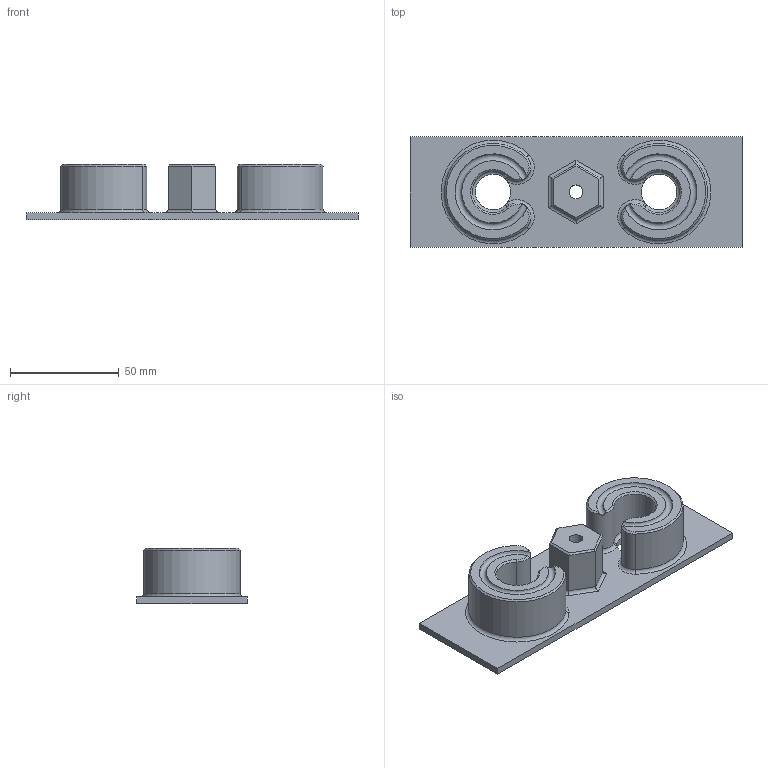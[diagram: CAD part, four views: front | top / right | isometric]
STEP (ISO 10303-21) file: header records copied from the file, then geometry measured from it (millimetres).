
FILE_DESCRIPTION(/* description */ (''),/* implementation_level */ '2;1');
FILE_NAME(/* name */ 'Machined Part.stp',/* time_stamp */ '2022-04-28T10:42:41-04:00',/* author */ ('jBraithwaite'),/* organization */ (''),/* preprocessor_version */ 'ST-DEVELOPER v18.1',/* originating_system */ 'Autodesk Inventor 2022',/* authorisation */ '');
FILE_SCHEMA (('AUTOMOTIVE_DESIGN { 1 0 10303 214 3 1 1 }'));
Length unit declared in the file: inch
Products named in the file (1): Machined Part
Bounding box: 152.4 x 50.8 x 25.4 mm (x, y, z)
Volume: 78718.7 mm3; surface area: 26557.4 mm2
Topology: 1 solids, 1 shells, 66 faces, 157 edges, 94 vertices
Faces by surface type: plane 23, cylinder 17, torus 14, cone 12
Full cylindrical faces by diameter (mm): 6.35 x1, 16.307 x2
Entity records: 2050 total; most frequent: CARTESIAN_POINT 446, DIRECTION 349, ORIENTED_EDGE 314, EDGE_CURVE 157, AXIS2_PLACEMENT_3D 141, VERTEX_POINT 94, EDGE_LOOP 73, CIRCLE 68
